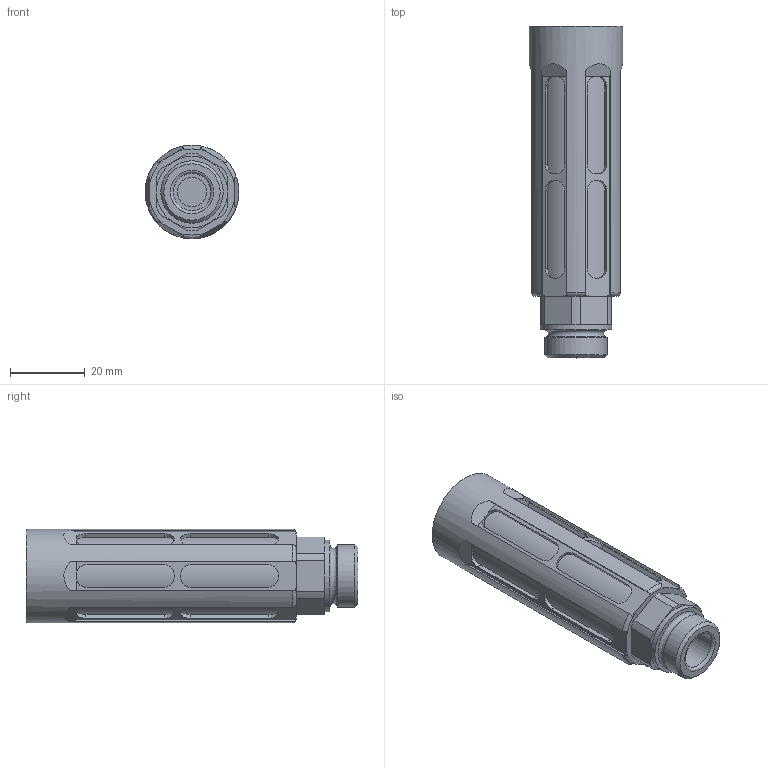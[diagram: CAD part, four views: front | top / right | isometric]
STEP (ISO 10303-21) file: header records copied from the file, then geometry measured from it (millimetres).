
FILE_DESCRIPTION(/* description */ ('STEP AP214'),/* implementation_level */ '2;1');
FILE_NAME(/* name */ '6843_U-3_8-B',/* time_stamp */ '2024-09-12T15:57:13+02:00',/* author */ ('License CC BY-ND 4.0'),/* organization */ ('CADENAS'),/* preprocessor_version */ 'ST-DEVELOPER v19.3',/* originating_system */ 'PARTsolutions',/* authorisation */ ' ');
FILE_SCHEMA (('AUTOMOTIVE_DESIGN {1 0 10303 214 3 1 1}'));
Length unit declared in the file: millimetre
Products named in the file (1): 6843 U-3/8-B
Bounding box: 25 x 88.6 x 25 mm (x, y, z)
Volume: 25526.8 mm3; surface area: 12182.1 mm2
Topology: 1 solids, 1 shells, 184 faces, 485 edges, 316 vertices
Faces by surface type: plane 99, cylinder 72, torus 8, cone 5
Full cylindrical faces by diameter (mm): 7.8 x1, 10 x1, 12.8 x1, 16.662 x1, 19 x1, 25 x1
Entity records: 6991 total; most frequent: CARTESIAN_POINT 1229, ORIENTED_EDGE 936, DIRECTION 892, EDGE_CURVE 468, VERTEX_POINT 312, AXIS2_PLACEMENT_3D 311, LINE 270, VECTOR 270
